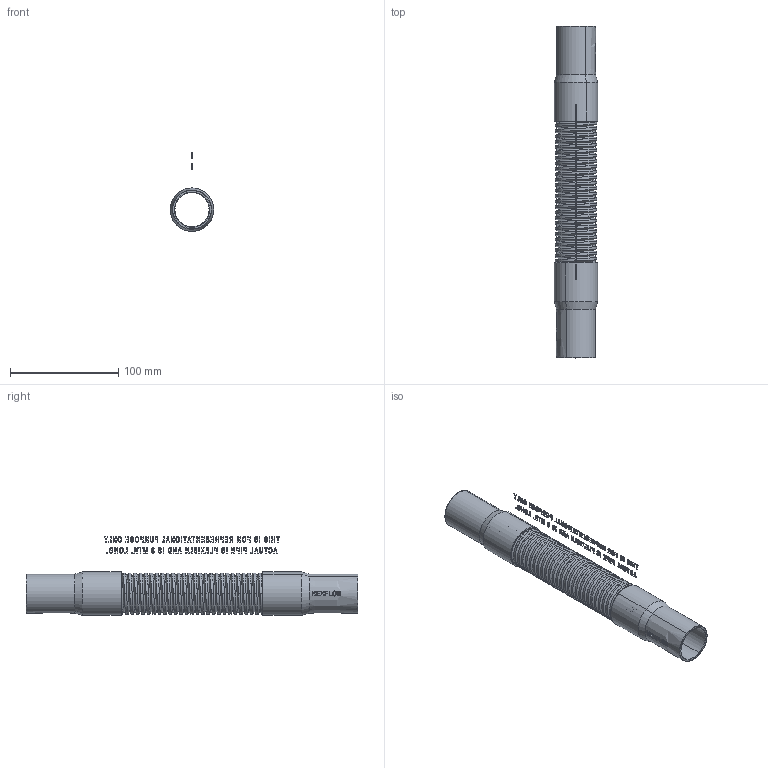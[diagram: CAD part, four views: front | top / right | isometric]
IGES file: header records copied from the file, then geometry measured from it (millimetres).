
Start section: START RECORD GO HERE.
Global section: file name: Flexi Pipe with Welded Cuffs.igs; native system: DASSAULT SYSTEMES CATIA V5 R20 - www.3ds.com; preprocessor: CATIA Version 5 Release 20 ; author: DESIGNENG; organization: DESIGNENG; date: 20150418.140750; units: millimetre
Bounding box: 39.99 x 306 x 72.54 mm (x, y, z)
Surface area: 99286.9 mm2 (no closed solid volume)
Topology: 0 solids, 0 shells, 1841 faces, 9792 edges, 9794 vertices
Faces by surface type: plane 977, extrusion 583, bspline 160, revolution 121
